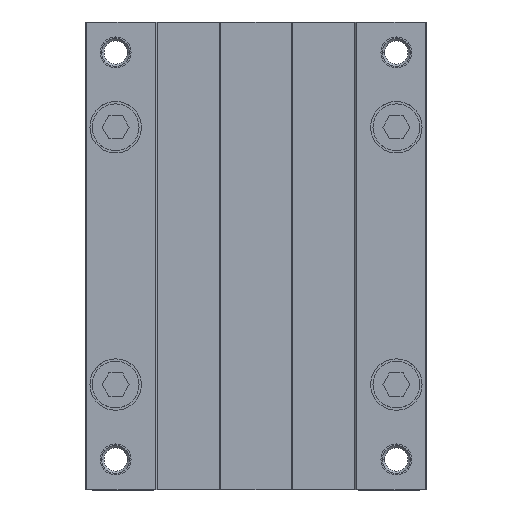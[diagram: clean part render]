
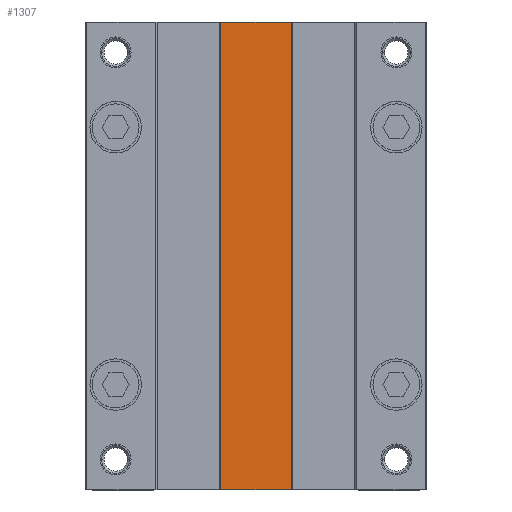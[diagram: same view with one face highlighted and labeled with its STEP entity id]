
A CAD part, top view. The second image highlights one B-rep face of the part: STEP entity #1307.
In plain terms, the highlighted planar face has unit normal (0, 0, 1).
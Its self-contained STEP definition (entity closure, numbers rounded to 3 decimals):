
#1307=ADVANCED_FACE('',(#3537),#3538,.T.);
#3537=FACE_OUTER_BOUND('',#6787,.T.);
#3538=PLANE('',#6788);
#6787=EDGE_LOOP('',(#10663,#10664,#10665,#10666));
#6788=AXIS2_PLACEMENT_3D('',#10667,#10668,#10669);
#10663=ORIENTED_EDGE('',*,*,#20138,.T.);
#10664=ORIENTED_EDGE('',*,*,#20139,.F.);
#10665=ORIENTED_EDGE('',*,*,#20140,.F.);
#10666=ORIENTED_EDGE('',*,*,#20135,.T.);
#10667=CARTESIAN_POINT('',(0.0,0.0,23.82));
#10668=DIRECTION('',(0.0,0.0,1.0));
#10669=DIRECTION('',(1.0,0.0,0.0));
#20135=EDGE_CURVE('',#24465,#24463,#24466,.T.);
#20138=EDGE_CURVE('',#24463,#24469,#24470,.T.);
#20139=EDGE_CURVE('',#24471,#24469,#24472,.T.);
#20140=EDGE_CURVE('',#24465,#24471,#24473,.T.);
#24463=VERTEX_POINT('',#30945);
#24465=VERTEX_POINT('',#30948);
#24466=LINE('',#30949,#30950);
#24469=VERTEX_POINT('',#30954);
#24470=LINE('',#30955,#30956);
#24471=VERTEX_POINT('',#30957);
#24472=LINE('',#30958,#30959);
#24473=LINE('',#30960,#30961);
#30945=CARTESIAN_POINT('',(7.5,100.0,23.82));
#30948=CARTESIAN_POINT('',(7.5,0.0,23.82));
#30949=CARTESIAN_POINT('',(7.5,0.0,23.82));
#30950=VECTOR('',#38608,1.0);
#30954=CARTESIAN_POINT('',(-7.5,100.0,23.82));
#30955=CARTESIAN_POINT('',(7.5,100.0,23.82));
#30956=VECTOR('',#38610,1.0);
#30957=CARTESIAN_POINT('',(-7.5,0.0,23.82));
#30958=CARTESIAN_POINT('',(-7.5,0.0,23.82));
#30959=VECTOR('',#38611,1.0);
#30960=CARTESIAN_POINT('',(7.5,0.0,23.82));
#30961=VECTOR('',#38612,1.0);
#38608=DIRECTION('',(0.0,1.0,0.0));
#38610=DIRECTION('',(-1.0,0.0,0.0));
#38611=DIRECTION('',(0.0,1.0,0.0));
#38612=DIRECTION('',(-1.0,0.0,0.0));
